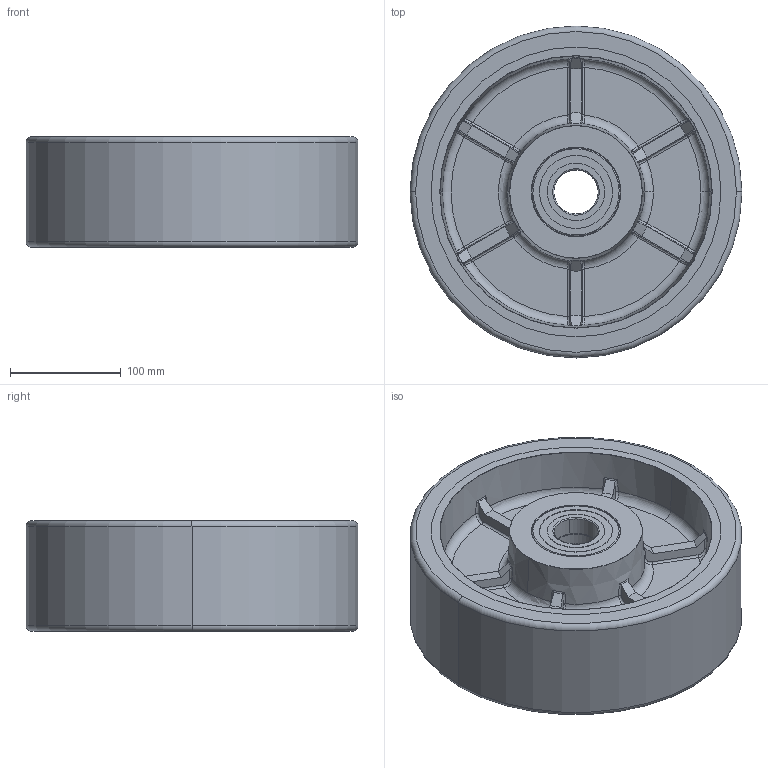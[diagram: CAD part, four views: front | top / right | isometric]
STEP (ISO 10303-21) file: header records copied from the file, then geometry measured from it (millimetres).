
FILE_DESCRIPTION (( 'STEP AP214' ), '1' );
FILE_NAME ('0012020.step', '2022-03-24T12:36:56', ( '' ), ( '' ), 'SwSTEP 2.0', 'SolidWorks 2020', '' );
FILE_SCHEMA (( 'AUTOMOTIVE_DESIGN' ));
Length unit declared in the file: millimetre
Products named in the file (1): 0012020
Bounding box: 300 x 300 x 100.1 mm (x, y, z)
Volume: 3761431 mm3; surface area: 594923.6 mm2
Topology: 13 solids, 13 shells, 394 faces, 936 edges, 568 vertices
Faces by surface type: torus 96, bspline 96, cylinder 80, plane 74, cone 48
Entity records: 21646 total; most frequent: CARTESIAN_POINT 8777, ORIENTED_EDGE 1872, DIRECTION 1646, EDGE_CURVE 936, AXIS2_PLACEMENT_3D 747, VERTEX_POINT 568, CIRCLE 448, EDGE_LOOP 420
